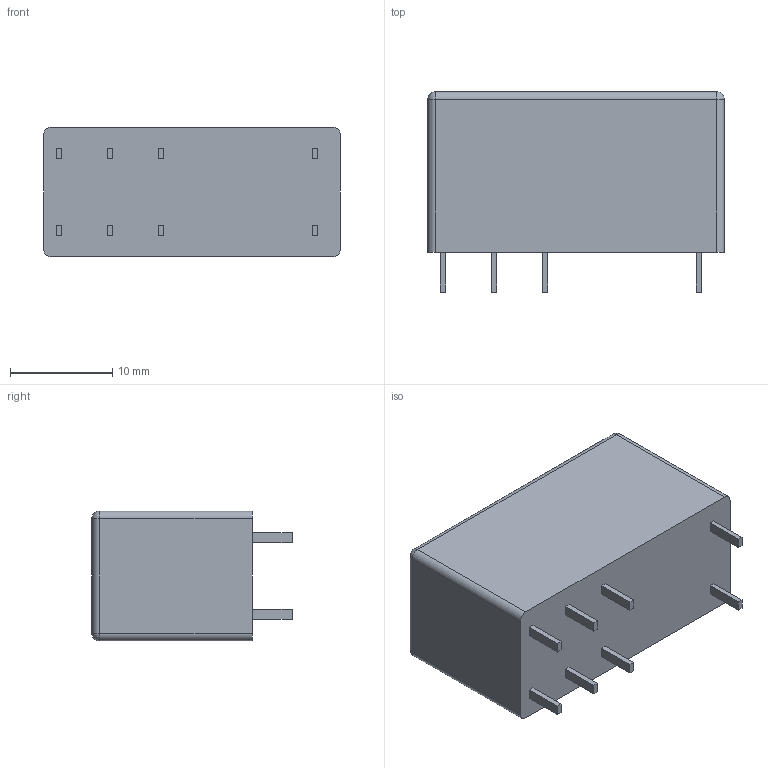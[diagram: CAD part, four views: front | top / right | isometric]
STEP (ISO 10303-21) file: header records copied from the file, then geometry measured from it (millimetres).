
FILE_DESCRIPTION((''),'2;1');
FILE_NAME('RM85.stp','2015-07-13T15:55:20',('CAD Station'),(''),'Autodesk Inventor 2013','Autodesk Inventor 2013','');
FILE_SCHEMA(('CONFIG_CONTROL_DESIGN'));
Length unit declared in the file: millimetre
Products named in the file (1): RM85
Bounding box: 29 x 19.6 x 12.7 mm (x, y, z)
Volume: 5780.5 mm3; surface area: 2091.7 mm2
Topology: 1 solids, 1 shells, 58 faces, 132 edges, 84 vertices
Faces by surface type: plane 46, cylinder 8, sphere 4
Entity records: 1694 total; most frequent: CARTESIAN_POINT 275, DIRECTION 266, ORIENTED_EDGE 264, EDGE_CURVE 132, VECTOR 116, LINE 116, VERTEX_POINT 84, AXIS2_PLACEMENT_3D 75
